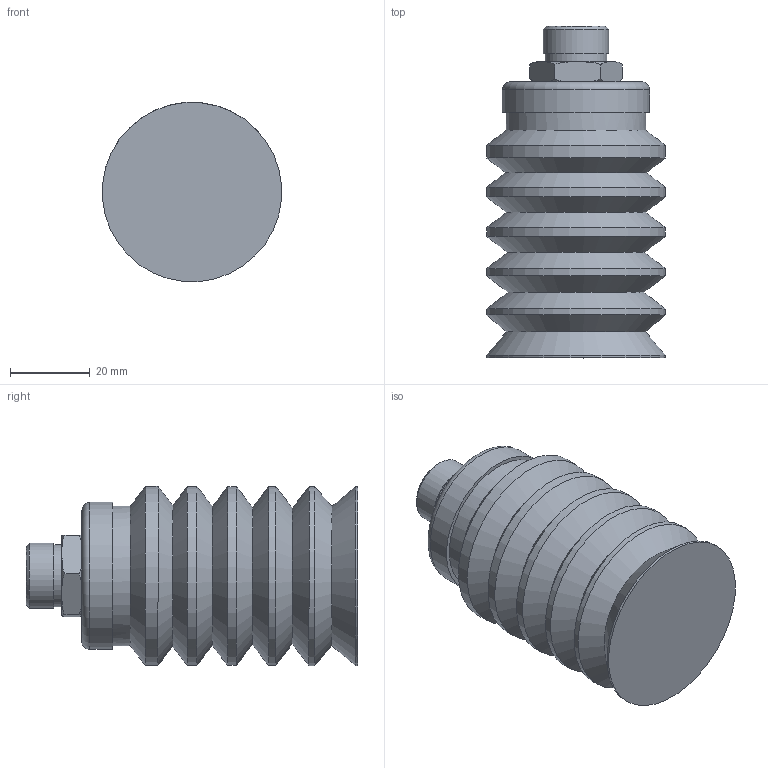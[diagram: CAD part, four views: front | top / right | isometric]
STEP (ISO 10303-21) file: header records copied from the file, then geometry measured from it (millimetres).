
FILE_DESCRIPTION(/* description */ (''),/* implementation_level */ '2;1');
FILE_NAME(/* name */ 'vf45-5sb_rac19r3-8m.stp',/* time_stamp */ '2021-12-01T13:30:23+01:00',/* author */ ('enginyeria'),/* organization */ (''),/* preprocessor_version */ 'ST-DEVELOPER v17.2',/* originating_system */ 'Autodesk Inventor 2019',/* authorisation */ '');
FILE_SCHEMA (('AUTOMOTIVE_DESIGN { 1 0 10303 214 3 1 1 }'));
Length unit declared in the file: millimetre
Products named in the file (1): Pieza17
Bounding box: 44.86 x 83.22 x 44.9 mm (x, y, z)
Volume: 90754.3 mm3; surface area: 16301.5 mm2
Topology: 1 solids, 1 shells, 52 faces, 133 edges, 88 vertices
Faces by surface type: cone 14, plane 13, torus 13, cylinder 12
Full cylindrical faces by diameter (mm): 10 x1, 15.5 x1, 16.4 x1, 35 x2, 37 x1, 45 x6
Entity records: 2007 total; most frequent: CARTESIAN_POINT 670, DIRECTION 292, ORIENTED_EDGE 266, EDGE_CURVE 133, AXIS2_PLACEMENT_3D 130, VERTEX_POINT 88, CIRCLE 75, EDGE_LOOP 57
